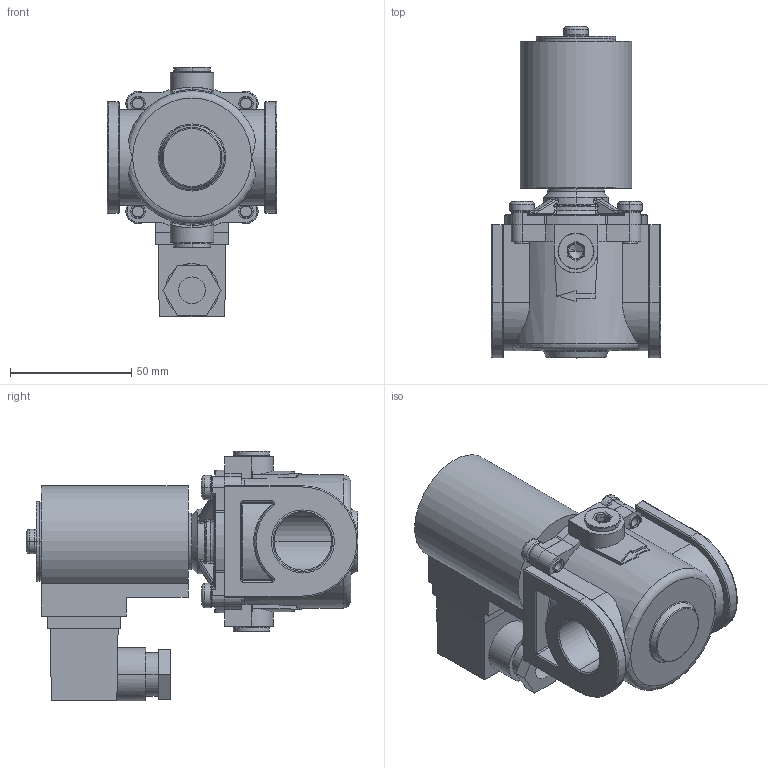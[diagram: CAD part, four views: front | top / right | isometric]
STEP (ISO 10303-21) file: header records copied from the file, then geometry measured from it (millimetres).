
FILE_DESCRIPTION((''),'2;1');
FILE_NAME('EVP03_NEW_ASM','2016-12-09T',('simoneb'),(''),'PRO/ENGINEER BY PARAMETRIC TECHNOLOGY CORPORATION, 2015030','PRO/ENGINEER BY PARAMETRIC TECHNOLOGY CORPORATION, 2015030','');
FILE_SCHEMA(('CONFIG_CONTROL_DESIGN'));
Length unit declared in the file: millimetre
Products named in the file (9): FM030000L20EVPSERIES; CP-0395; GUAINA; CLEONIDEBODYDN15; TP-100; CONNECTOR; DI-0011; VITI1; EVP03_NEW_ASM
Assembly tree (13 placements, depth 2):
  EVP03_NEW_ASM
    FM030000L20EVPSERIES
    CP-0395
    GUAINA
    CLEONIDEBODYDN15
    TP-100  x2
    CONNECTOR
    DI-0011
    VITI1  x5
Bounding box: 70 x 136.97 x 103.12 mm (x, y, z)
Volume: 225858.1 mm3; surface area: 90835.9 mm2
Topology: 13 solids, 21 shells, 1190 faces, 2832 edges, 1700 vertices
Faces by surface type: cylinder 310, plane 285, bspline 264, cone 166, torus 139, sphere 26
Entity records: 38652 total; most frequent: CARTESIAN_POINT 19027, ORIENTED_EDGE 4296, DIRECTION 3771, EDGE_CURVE 2164, AXIS2_PLACEMENT_3D 1550, VERTEX_POINT 1305, EDGE_LOOP 961, FACE_OUTER_BOUND 903
